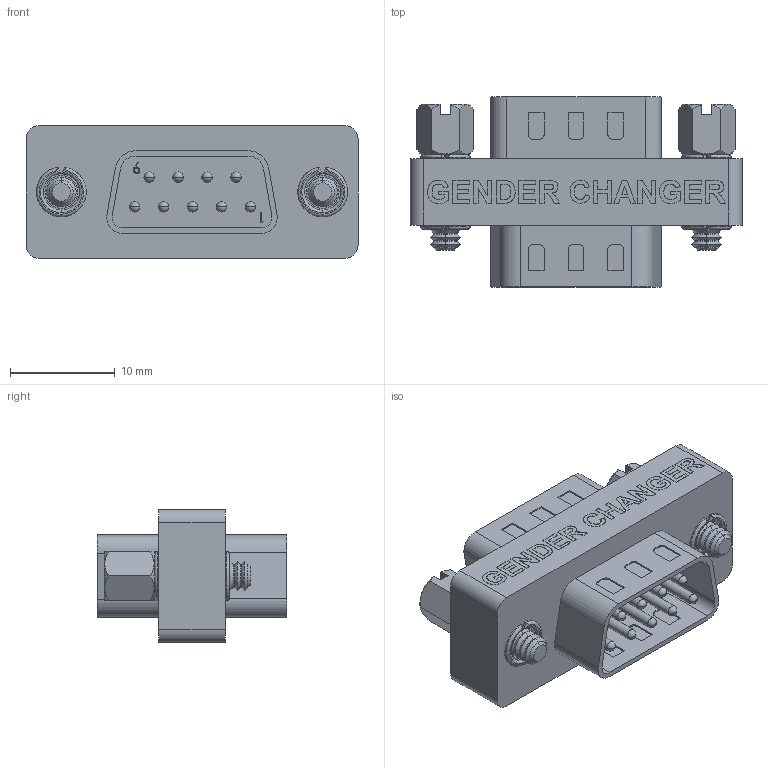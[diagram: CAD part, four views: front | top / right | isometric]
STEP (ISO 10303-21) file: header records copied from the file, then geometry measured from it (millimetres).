
FILE_DESCRIPTION (( 'STEP AP203' ), '1' );
FILE_NAME ('DGB9M.STEP', '2006-06-23T18:34:49', ( 'lcom' ), ( 'lcom' ), 'SwSTEP 2.0', 'SolidWorks 2006004', '' );
FILE_SCHEMA (( 'CONFIG_CONTROL_DESIGN' ));
Length unit declared in the file: inch
Products named in the file (4): SD9P_Without Mounting Flange and Solder Cups; 3AA05-002; DGB9F-MA1_GENDER CHANGER; DGB9M
Assembly tree (5 placements, depth 2):
  DGB9M
    SD9P_Without Mounting Flange and Solder Cups  x2
    DGB9F-MA1_GENDER CHANGER
    3AA05-002  x2
Bounding box: 31.75 x 18.16 x 12.7 mm (x, y, z)
Volume: 3002.3 mm3; surface area: 3724 mm2
Topology: 5 solids, 5 shells, 1107 faces, 3004 edges, 1948 vertices
Faces by surface type: plane 742, cylinder 164, bspline 85, cone 56, sphere 48, torus 12
Entity records: 34964 total; most frequent: CARTESIAN_POINT 12606, ORIENTED_EDGE 4772, DIRECTION 4102, EDGE_CURVE 2386, VECTOR 1958, LINE 1958, VERTEX_POINT 1568, AXIS2_PLACEMENT_3D 1072
